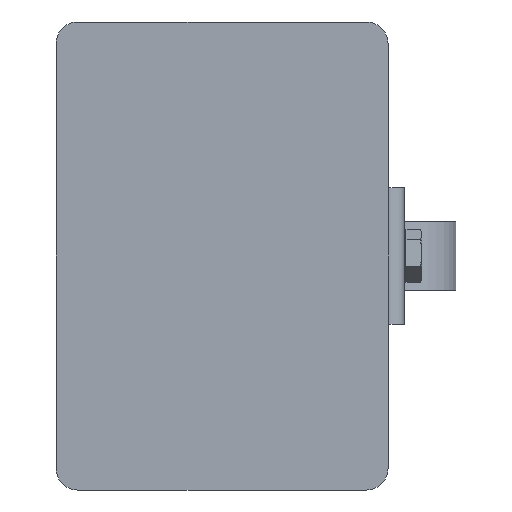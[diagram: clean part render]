
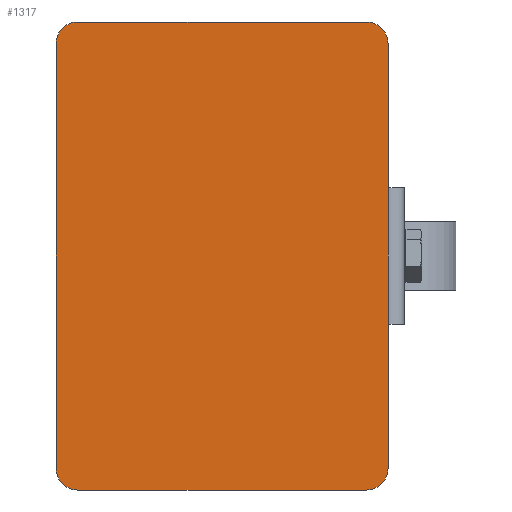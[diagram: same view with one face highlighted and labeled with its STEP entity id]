
A CAD part, front view. The second image highlights one B-rep face of the part: STEP entity #1317.
In plain terms, the highlighted planar face has unit normal (0, -1, 0).
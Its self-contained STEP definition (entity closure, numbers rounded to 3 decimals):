
#41 = CIRCLE ( 'NONE', #1872, 8. ) ;
#188 = PLANE ( 'NONE',  #3224 ) ;
#221 = EDGE_CURVE ( 'NONE', #1883, #2226, #2079, .T. ) ;
#234 = CARTESIAN_POINT ( 'NONE',  ( -336., -79.5, 994.5 ) ) ;
#268 = CARTESIAN_POINT ( 'NONE',  ( -275., -79.5, 969.5 ) ) ;
#335 = VERTEX_POINT ( 'NONE', #376 ) ;
#352 = DIRECTION ( 'NONE',  ( 0., 0., -1. ) ) ;
#376 = CARTESIAN_POINT ( 'NONE',  ( -283., -79.5, 908.5 ) ) ;
#420 = EDGE_CURVE ( 'NONE', #1396, #1883, #1677, .T. ) ;
#452 = DIRECTION ( 'NONE',  ( 0., 0., -1. ) ) ;
#484 = DIRECTION ( 'NONE',  ( 0., -1., 0. ) ) ;
#509 = CIRCLE ( 'NONE', #3182, 8. ) ;
#541 = VERTEX_POINT ( 'NONE', #2663 ) ;
#544 = CARTESIAN_POINT ( 'NONE',  ( -389., -79.5, 916.5 ) ) ;
#548 = VECTOR ( 'NONE', #352, 1000. ) ;
#569 = ORIENTED_EDGE ( 'NONE', *, *, #1747, .T. ) ;
#628 = ORIENTED_EDGE ( 'NONE', *, *, #922, .T. ) ;
#644 = DIRECTION ( 'NONE',  ( 1., 0., 0. ) ) ;
#666 = CARTESIAN_POINT ( 'NONE',  ( -389., -79.5, 1080.5 ) ) ;
#703 = CARTESIAN_POINT ( 'NONE',  ( -275., -79.5, 1080.5 ) ) ;
#724 = CARTESIAN_POINT ( 'NONE',  ( -275., -79.5, 1080.5 ) ) ;
#735 = DIRECTION ( 'NONE',  ( 0., -1., 0. ) ) ;
#758 = CIRCLE ( 'NONE', #1655, 8. ) ;
#807 = VECTOR ( 'NONE', #2937, 1000. ) ;
#916 = VECTOR ( 'NONE', #644, 1000. ) ;
#922 = EDGE_CURVE ( 'NONE', #2350, #955, #3093, .T. ) ;
#955 = VERTEX_POINT ( 'NONE', #1361 ) ;
#985 = FACE_OUTER_BOUND ( 'NONE', #2624, .T. ) ;
#1029 = DIRECTION ( 'NONE',  ( 0., 0., -1. ) ) ;
#1081 = VECTOR ( 'NONE', #2773, 1000. ) ;
#1120 = CARTESIAN_POINT ( 'NONE',  ( -275., -79.5, 969.5 ) ) ;
#1305 = CARTESIAN_POINT ( 'NONE',  ( -397., -79.5, 916.5 ) ) ;
#1317 = ADVANCED_FACE ( 'NONE', ( #985 ), #188, .T. ) ;
#1361 = CARTESIAN_POINT ( 'NONE',  ( -275., -79.5, 1019.5 ) ) ;
#1396 = VERTEX_POINT ( 'NONE', #1948 ) ;
#1405 = VERTEX_POINT ( 'NONE', #1305 ) ;
#1412 = CARTESIAN_POINT ( 'NONE',  ( -275., -79.5, 1080.5 ) ) ;
#1438 = VECTOR ( 'NONE', #1727, 1000. ) ;
#1480 = ORIENTED_EDGE ( 'NONE', *, *, #221, .T. ) ;
#1581 = CARTESIAN_POINT ( 'NONE',  ( -283., -79.5, 916.5 ) ) ;
#1591 = AXIS2_PLACEMENT_3D ( 'NONE', #2793, #2551, #2909 ) ;
#1655 = AXIS2_PLACEMENT_3D ( 'NONE', #544, #1794, #1987 ) ;
#1677 = LINE ( 'NONE', #724, #1438 ) ;
#1683 = EDGE_CURVE ( 'NONE', #2226, #1405, #2772, .T. ) ;
#1727 = DIRECTION ( 'NONE',  ( -1., 0., 0. ) ) ;
#1745 = ORIENTED_EDGE ( 'NONE', *, *, #420, .T. ) ;
#1747 = EDGE_CURVE ( 'NONE', #955, #541, #2951, .T. ) ;
#1769 = ORIENTED_EDGE ( 'NONE', *, *, #2914, .T. ) ;
#1783 = ORIENTED_EDGE ( 'NONE', *, *, #1830, .T. ) ;
#1794 = DIRECTION ( 'NONE',  ( 0., -1., 0. ) ) ;
#1830 = EDGE_CURVE ( 'NONE', #2997, #335, #1899, .T. ) ;
#1872 = AXIS2_PLACEMENT_3D ( 'NONE', #1581, #2053, #1029 ) ;
#1883 = VERTEX_POINT ( 'NONE', #666 ) ;
#1899 = LINE ( 'NONE', #2899, #916 ) ;
#1934 = EDGE_CURVE ( 'NONE', #1405, #2997, #758, .T. ) ;
#1948 = CARTESIAN_POINT ( 'NONE',  ( -283., -79.5, 1080.5 ) ) ;
#1987 = DIRECTION ( 'NONE',  ( 0., 0., -1. ) ) ;
#1991 = ORIENTED_EDGE ( 'NONE', *, *, #2737, .T. ) ;
#1993 = CARTESIAN_POINT ( 'NONE',  ( -283., -79.5, 1072.5 ) ) ;
#2053 = DIRECTION ( 'NONE',  ( 0., -1., 0. ) ) ;
#2079 = CIRCLE ( 'NONE', #1591, 8. ) ;
#2219 = ORIENTED_EDGE ( 'NONE', *, *, #1683, .T. ) ;
#2226 = VERTEX_POINT ( 'NONE', #3155 ) ;
#2349 = CARTESIAN_POINT ( 'NONE',  ( -275., -79.5, 916.5 ) ) ;
#2350 = VERTEX_POINT ( 'NONE', #268 ) ;
#2465 = VERTEX_POINT ( 'NONE', #2349 ) ;
#2551 = DIRECTION ( 'NONE',  ( 0., -1., 0. ) ) ;
#2624 = EDGE_LOOP ( 'NONE', ( #1783, #1769, #1991, #628, #569, #2747, #1745, #1480, #2219, #3098 ) ) ;
#2663 = CARTESIAN_POINT ( 'NONE',  ( -275., -79.5, 1072.5 ) ) ;
#2737 = EDGE_CURVE ( 'NONE', #2465, #2350, #3022, .T. ) ;
#2743 = DIRECTION ( 'NONE',  ( 0., 0., -1. ) ) ;
#2747 = ORIENTED_EDGE ( 'NONE', *, *, #2789, .T. ) ;
#2772 = LINE ( 'NONE', #2846, #548 ) ;
#2773 = DIRECTION ( 'NONE',  ( 0., 0., 1. ) ) ;
#2789 = EDGE_CURVE ( 'NONE', #541, #1396, #509, .T. ) ;
#2793 = CARTESIAN_POINT ( 'NONE',  ( -389., -79.5, 1072.5 ) ) ;
#2846 = CARTESIAN_POINT ( 'NONE',  ( -397., -79.5, 1080.5 ) ) ;
#2899 = CARTESIAN_POINT ( 'NONE',  ( -275., -79.5, 908.5 ) ) ;
#2909 = DIRECTION ( 'NONE',  ( 0., 0., -1. ) ) ;
#2914 = EDGE_CURVE ( 'NONE', #335, #2465, #41, .T. ) ;
#2937 = DIRECTION ( 'NONE',  ( 0., 0., 1. ) ) ;
#2951 = LINE ( 'NONE', #1412, #807 ) ;
#2997 = VERTEX_POINT ( 'NONE', #3146 ) ;
#3022 = LINE ( 'NONE', #703, #1081 ) ;
#3093 = LINE ( 'NONE', #1120, #3119 ) ;
#3098 = ORIENTED_EDGE ( 'NONE', *, *, #1934, .T. ) ;
#3119 = VECTOR ( 'NONE', #3144, 1000. ) ;
#3144 = DIRECTION ( 'NONE',  ( 0., 0., 1. ) ) ;
#3146 = CARTESIAN_POINT ( 'NONE',  ( -389., -79.5, 908.5 ) ) ;
#3155 = CARTESIAN_POINT ( 'NONE',  ( -397., -79.5, 1072.5 ) ) ;
#3182 = AXIS2_PLACEMENT_3D ( 'NONE', #1993, #735, #2743 ) ;
#3224 = AXIS2_PLACEMENT_3D ( 'NONE', #234, #484, #452 ) ;
